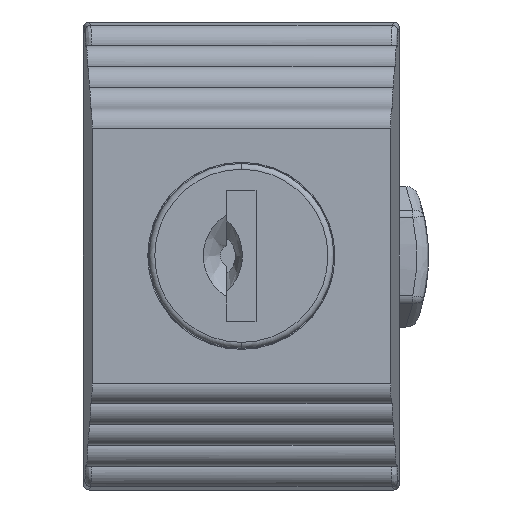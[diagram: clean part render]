
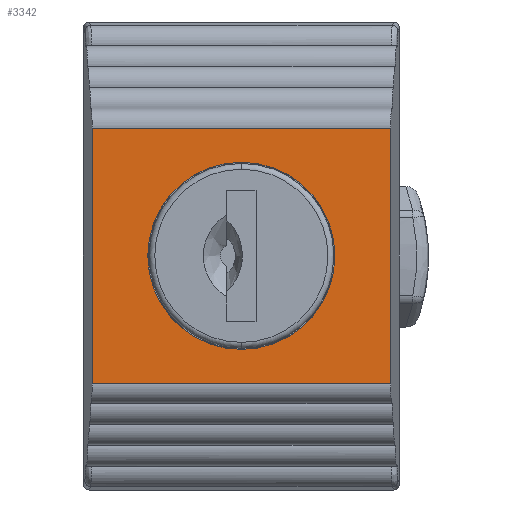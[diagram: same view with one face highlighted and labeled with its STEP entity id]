
A CAD part, top view. The second image highlights one B-rep face of the part: STEP entity #3342.
In plain terms, the highlighted planar face has unit normal (0, 0, 1).
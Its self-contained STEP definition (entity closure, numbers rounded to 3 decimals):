
#689=DIRECTION('',(0.,-1.,0.));
#690=VECTOR('',#689,21.8);
#691=CARTESIAN_POINT('',(12.756,10.9,8.5));
#692=LINE('',#691,#690);
#693=DIRECTION('',(1.,0.,0.));
#694=VECTOR('',#693,25.513);
#695=CARTESIAN_POINT('',(-12.756,-10.9,8.5));
#696=LINE('',#695,#694);
#697=DIRECTION('',(0.,1.,0.));
#698=VECTOR('',#697,21.8);
#699=CARTESIAN_POINT('',(-12.756,-10.9,8.5));
#700=LINE('',#699,#698);
#701=DIRECTION('',(1.,0.,0.));
#702=VECTOR('',#701,25.513);
#703=CARTESIAN_POINT('',(-12.756,10.9,8.5));
#704=LINE('',#703,#702);
#705=CARTESIAN_POINT('',(0.,0.,8.5));
#706=DIRECTION('',(0.,0.,1.));
#707=DIRECTION('',(0.,1.,0.));
#708=AXIS2_PLACEMENT_3D('',#705,#706,#707);
#710=CARTESIAN_POINT('',(0.,0.,8.5));
#711=DIRECTION('',(0.,0.,1.));
#712=DIRECTION('',(0.,-1.,0.));
#713=AXIS2_PLACEMENT_3D('',#710,#711,#712);
#773=CARTESIAN_POINT('',(12.756,-10.9,8.5));
#783=CARTESIAN_POINT('',(12.756,10.9,8.5));
#933=CARTESIAN_POINT('',(-12.756,10.9,8.5));
#943=CARTESIAN_POINT('',(-12.756,-10.9,8.5));
#2286=VERTEX_POINT('',#783);
#2290=VERTEX_POINT('',#773);
#2294=VERTEX_POINT('',#933);
#2298=VERTEX_POINT('',#943);
#2464=CARTESIAN_POINT('',(0.,8.,8.5));
#2465=CARTESIAN_POINT('',(0.,-8.,8.5));
#2466=VERTEX_POINT('',#2464);
#2467=VERTEX_POINT('',#2465);
#3323=CARTESIAN_POINT('',(-13.5,10.9,8.5));
#3324=DIRECTION('',(0.,0.,1.));
#3325=DIRECTION('',(0.,-1.,0.));
#3326=AXIS2_PLACEMENT_3D('',#3323,#3324,#3325);
#3327=PLANE('',#3326);
#3329=ORIENTED_EDGE('',*,*,#3328,.T.);
#3331=ORIENTED_EDGE('',*,*,#3330,.F.);
#3333=ORIENTED_EDGE('',*,*,#3332,.T.);
#3335=ORIENTED_EDGE('',*,*,#3334,.T.);
#3336=EDGE_LOOP('',(#3329,#3331,#3333,#3335));
#3337=FACE_OUTER_BOUND('',#3336,.F.);
#3338=ORIENTED_EDGE('',*,*,#3050,.T.);
#3339=ORIENTED_EDGE('',*,*,#3317,.T.);
#3340=EDGE_LOOP('',(#3338,#3339));
#3341=FACE_BOUND('',#3340,.F.);
#3342=ADVANCED_FACE('',(#3337,#3341),#3327,.T.);
#709=CIRCLE('',#708,8.);
#714=CIRCLE('',#713,8.);
#3050=EDGE_CURVE('',#2466,#2467,#709,.T.);
#3317=EDGE_CURVE('',#2467,#2466,#714,.T.);
#3328=EDGE_CURVE('',#2286,#2290,#692,.T.);
#3330=EDGE_CURVE('',#2298,#2290,#696,.T.);
#3332=EDGE_CURVE('',#2298,#2294,#700,.T.);
#3334=EDGE_CURVE('',#2294,#2286,#704,.T.);
